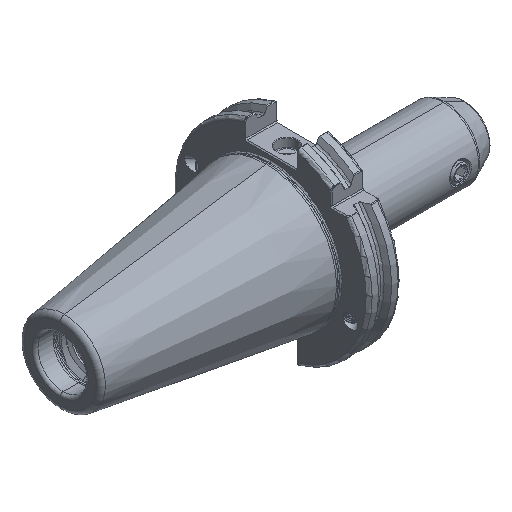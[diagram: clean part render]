
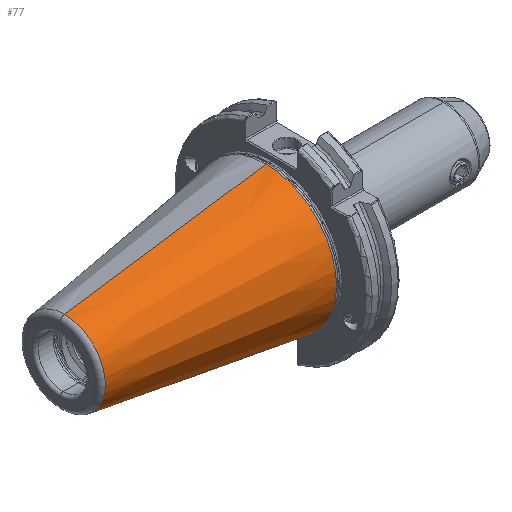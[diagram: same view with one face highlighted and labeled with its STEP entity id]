
A CAD part, isometric view. The second image highlights one B-rep face of the part: STEP entity #77.
In plain terms, the highlighted conical face has half-angle 8.297 degrees and reference radius 35.392 mm.
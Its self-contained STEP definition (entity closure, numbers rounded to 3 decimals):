
#77 = ADVANCED_FACE ( 'NONE', ( #13038 ), #13013, .T. ) ;
#121 = ORIENTED_EDGE ( 'NONE', *, *, #11051, .F. ) ;
#143 = ORIENTED_EDGE ( 'NONE', *, *, #11233, .T. ) ;
#146 = ORIENTED_EDGE ( 'NONE', *, *, #11014, .T. ) ;
#150 = ORIENTED_EDGE ( 'NONE', *, *, #11217, .F. ) ;
#168 = ORIENTED_EDGE ( 'NONE', *, *, #11213, .F. ) ;
#862 = AXIS2_PLACEMENT_3D ( 'NONE', #17323, #17325, #17339 ) ;
#1398 = VECTOR ( 'NONE', #2836, 1000. ) ;
#1414 = LINE ( 'NONE', #2980, #1424 ) ;
#1421 = CIRCLE ( 'NONE', #14692, 35.027 ) ;
#1424 = VECTOR ( 'NONE', #2951, 1000. ) ;
#1432 = LINE ( 'NONE', #2880, #1398 ) ;
#2836 = DIRECTION ( 'NONE',  ( 0.99, 0., 0.144 ) ) ;
#2880 = CARTESIAN_POINT ( 'NONE',  ( 0., 0., 35.392 ) ) ;
#2889 = CARTESIAN_POINT ( 'NONE',  ( -2.5, 0., 0. ) ) ;
#2899 = DIRECTION ( 'NONE',  ( 0., 1., 0. ) ) ;
#2907 = DIRECTION ( 'NONE',  ( 1., 0., 0. ) ) ;
#2951 = DIRECTION ( 'NONE',  ( 0.99, 0., -0.144 ) ) ;
#2980 = CARTESIAN_POINT ( 'NONE',  ( 0., 0., -35.392 ) ) ;
#5288 = VERTEX_POINT ( 'NONE', #20947 ) ;
#5329 = VERTEX_POINT ( 'NONE', #19854 ) ;
#5346 = VERTEX_POINT ( 'NONE', #19875 ) ;
#5349 = VERTEX_POINT ( 'NONE', #19843 ) ;
#5374 = VERTEX_POINT ( 'NONE', #19824 ) ;
#11014 = EDGE_CURVE ( 'NONE', #5288, #5329, #13335, .T. ) ;
#11051 = EDGE_CURVE ( 'NONE', #5374, #5346, #13371, .T. ) ;
#11213 = EDGE_CURVE ( 'NONE', #5288, #5349, #1432, .T. ) ;
#11217 = EDGE_CURVE ( 'NONE', #5349, #5374, #1421, .T. ) ;
#11233 = EDGE_CURVE ( 'NONE', #5329, #5346, #1414, .T. ) ;
#13013 = CONICAL_SURFACE ( 'NONE', #862, 35.392, 0.145 ) ;
#13038 = FACE_OUTER_BOUND ( 'NONE', #21175, .T. ) ;
#13335 = CIRCLE ( 'NONE', #14657, 20.399 ) ;
#13371 = CIRCLE ( 'NONE', #14648, 35.027 ) ;
#14648 = AXIS2_PLACEMENT_3D ( 'NONE', #20421, #20458, #20423 ) ;
#14657 = AXIS2_PLACEMENT_3D ( 'NONE', #20215, #20216, #20217 ) ;
#14692 = AXIS2_PLACEMENT_3D ( 'NONE', #2889, #2907, #2899 ) ;
#17323 = CARTESIAN_POINT ( 'NONE',  ( 0., 0., 0. ) ) ;
#17325 = DIRECTION ( 'NONE',  ( 1., 0., 0. ) ) ;
#17339 = DIRECTION ( 'NONE',  ( 0., 0., -1. ) ) ;
#19824 = CARTESIAN_POINT ( 'NONE',  ( -2.5, -35.027, 0. ) ) ;
#19843 = CARTESIAN_POINT ( 'NONE',  ( -2.5, 0., 35.027 ) ) ;
#19854 = CARTESIAN_POINT ( 'NONE',  ( -102.811, 0., -20.399 ) ) ;
#19875 = CARTESIAN_POINT ( 'NONE',  ( -2.5, 0., -35.027 ) ) ;
#20215 = CARTESIAN_POINT ( 'NONE',  ( -102.811, 0., 0. ) ) ;
#20216 = DIRECTION ( 'NONE',  ( 1., 0., 0. ) ) ;
#20217 = DIRECTION ( 'NONE',  ( 0., 0., 1. ) ) ;
#20421 = CARTESIAN_POINT ( 'NONE',  ( -2.5, 0., 0. ) ) ;
#20423 = DIRECTION ( 'NONE',  ( 0., 1., 0. ) ) ;
#20458 = DIRECTION ( 'NONE',  ( 1., 0., 0. ) ) ;
#20947 = CARTESIAN_POINT ( 'NONE',  ( -102.811, 0., 20.399 ) ) ;
#21175 = EDGE_LOOP ( 'NONE', ( #168, #146, #143, #121, #150 ) ) ;
